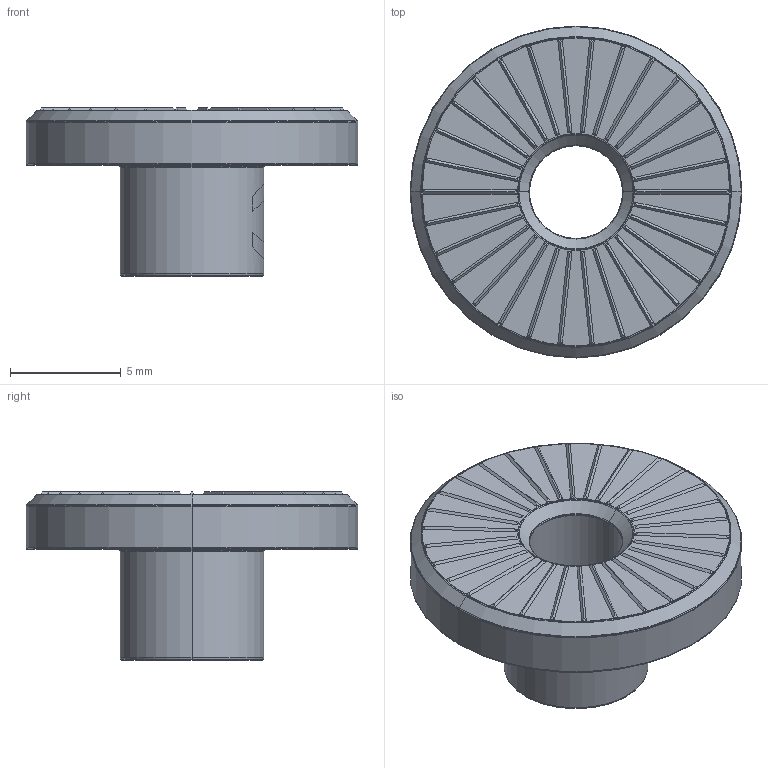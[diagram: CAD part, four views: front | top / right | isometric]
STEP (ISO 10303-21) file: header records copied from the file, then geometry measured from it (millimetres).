
FILE_DESCRIPTION((''),'2;1');
FILE_NAME('15MM-1_2_1_1','2018-04-20T',('sy.ji'),(''),'PRO/ENGINEER BY PARAMETRIC TECHNOLOGY CORPORATION, 2014310','PRO/ENGINEER BY PARAMETRIC TECHNOLOGY CORPORATION, 2014310','');
FILE_SCHEMA(('CONFIG_CONTROL_DESIGN'));
Length unit declared in the file: millimetre
Products named in the file (1): 15MM-1_2_1_1
Bounding box: 15 x 15 x 7.6 mm (x, y, z)
Volume: 497.3 mm3; surface area: 680 mm2
Topology: 1 solids, 2 shells, 166 faces, 379 edges, 247 vertices
Faces by surface type: plane 123, torus 32, cylinder 7, cone 4
Entity records: 7153 total; most frequent: CARTESIAN_POINT 823, DIRECTION 795, ORIENTED_EDGE 752, PRESENTATION_STYLE_ASSIGNMENT 546, STYLED_ITEM 381, CURVE_STYLE 379, EDGE_CURVE 379, VECTOR 289
